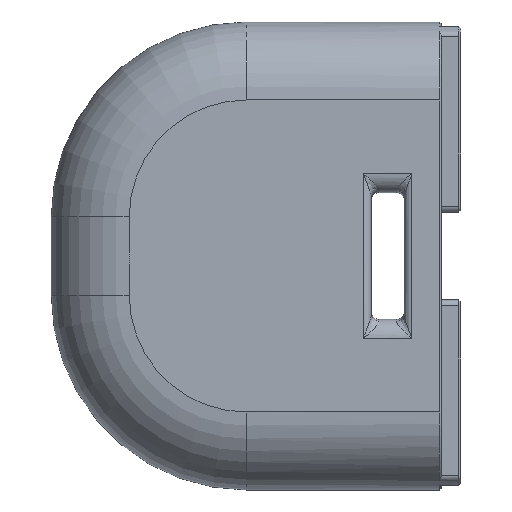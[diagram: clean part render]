
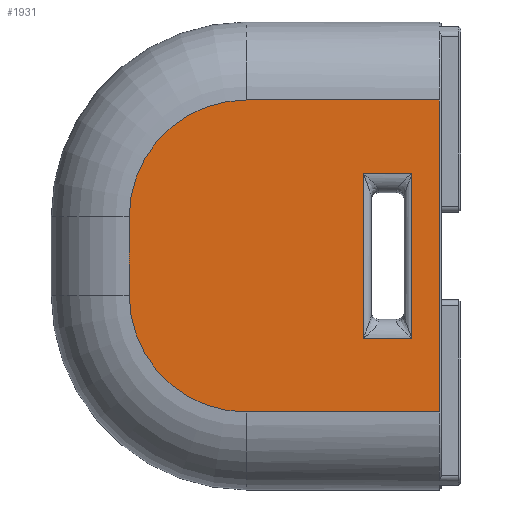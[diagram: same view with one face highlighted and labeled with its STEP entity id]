
A CAD part, left-side view. The second image highlights one B-rep face of the part: STEP entity #1931.
In plain terms, the highlighted planar face has unit normal (-1, 0, 0).
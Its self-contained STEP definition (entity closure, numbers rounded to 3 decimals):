
#72=FACE_BOUND('',#387,.T.);
#103=PLANE('',#2163);
#258=FACE_OUTER_BOUND('',#386,.T.);
#386=EDGE_LOOP('',(#1741,#1742,#1743,#1744,#1745,#1746));
#387=EDGE_LOOP('',(#1747,#1748,#1749,#1750));
#426=LINE('',#2934,#561);
#473=LINE('',#3111,#608);
#478=LINE('',#3122,#613);
#486=LINE('',#3322,#621);
#495=LINE('',#3537,#630);
#497=LINE('',#3833,#632);
#498=LINE('',#3835,#633);
#526=LINE('',#3954,#661);
#561=VECTOR('',#2298,10.);
#608=VECTOR('',#2459,10.);
#613=VECTOR('',#2474,10.);
#621=VECTOR('',#2518,10.);
#630=VECTOR('',#2559,10.);
#632=VECTOR('',#2595,10.);
#633=VECTOR('',#2598,10.);
#661=VECTOR('',#2742,10.);
#783=CIRCLE('',#2158,30.);
#785=CIRCLE('',#2162,30.);
#844=VERTEX_POINT('',#2928);
#845=VERTEX_POINT('',#2932);
#888=VERTEX_POINT('',#3109);
#889=VERTEX_POINT('',#3121);
#896=VERTEX_POINT('',#3281);
#899=VERTEX_POINT('',#3311);
#904=VERTEX_POINT('',#3396);
#913=VERTEX_POINT('',#3536);
#946=VERTEX_POINT('',#3948);
#947=VERTEX_POINT('',#3952);
#1015=EDGE_CURVE('',#845,#844,#426,.T.);
#1091=EDGE_CURVE('',#888,#845,#473,.T.);
#1096=EDGE_CURVE('',#844,#889,#478,.T.);
#1117=EDGE_CURVE('',#899,#896,#486,.T.);
#1140=EDGE_CURVE('',#904,#913,#495,.T.);
#1156=EDGE_CURVE('',#913,#899,#497,.T.);
#1157=EDGE_CURVE('',#896,#904,#498,.T.);
#1214=EDGE_CURVE('',#889,#946,#783,.T.);
#1216=EDGE_CURVE('',#946,#947,#526,.T.);
#1217=EDGE_CURVE('',#947,#888,#785,.T.);
#1741=ORIENTED_EDGE('',*,*,#1015,.F.);
#1742=ORIENTED_EDGE('',*,*,#1091,.F.);
#1743=ORIENTED_EDGE('',*,*,#1217,.F.);
#1744=ORIENTED_EDGE('',*,*,#1216,.F.);
#1745=ORIENTED_EDGE('',*,*,#1214,.F.);
#1746=ORIENTED_EDGE('',*,*,#1096,.F.);
#1747=ORIENTED_EDGE('',*,*,#1117,.F.);
#1748=ORIENTED_EDGE('',*,*,#1156,.F.);
#1749=ORIENTED_EDGE('',*,*,#1140,.F.);
#1750=ORIENTED_EDGE('',*,*,#1157,.F.);
#1931=ADVANCED_FACE('',(#258,#72),#103,.T.);
#2158=AXIS2_PLACEMENT_3D('',#3950,#2736,#2737);
#2162=AXIS2_PLACEMENT_3D('',#3956,#2745,#2746);
#2163=AXIS2_PLACEMENT_3D('',#3957,#2747,#2748);
#2298=DIRECTION('',(0.,0.,-1.));
#2459=DIRECTION('',(0.,-1.,0.));
#2474=DIRECTION('',(0.,1.,0.));
#2518=DIRECTION('',(0.,1.,0.));
#2559=DIRECTION('',(0.,-1.,0.));
#2595=DIRECTION('',(0.,0.,1.));
#2598=DIRECTION('',(0.,0.,-1.));
#2736=DIRECTION('center_axis',(1.,0.,0.));
#2737=DIRECTION('ref_axis',(0.,0.707,-0.707));
#2742=DIRECTION('',(0.,0.,1.));
#2745=DIRECTION('center_axis',(1.,0.,0.));
#2746=DIRECTION('ref_axis',(0.,0.707,0.707));
#2747=DIRECTION('center_axis',(-1.,0.,0.));
#2748=DIRECTION('ref_axis',(0.,0.,
1.));
#2928=CARTESIAN_POINT('',(-12.566,5.25,60.));
#2932=CARTESIAN_POINT('',(-12.566,5.25,140.));
#2934=CARTESIAN_POINT('',(-12.566,5.25,70.));
#3109=CARTESIAN_POINT('',(-12.566,54.75,140.));
#3111=CARTESIAN_POINT('',(-12.566,4.75,140.));
#3121=CARTESIAN_POINT('',(-12.566,54.75,60.));
#3122=CARTESIAN_POINT('',(-12.566,4.75,60.));
#3281=CARTESIAN_POINT('',(-12.566,24.75,121.25));
#3311=CARTESIAN_POINT('',(-12.566,12.25,121.25));
#3322=CARTESIAN_POINT('',(-12.566,9.5,121.25));
#3396=CARTESIAN_POINT('',(-12.566,24.75,78.75));
#3536=CARTESIAN_POINT('',(-12.566,12.25,78.75));
#3537=CARTESIAN_POINT('',(-12.566,9.5,78.75));
#3833=CARTESIAN_POINT('',(-12.566,12.25,70.));
#3835=CARTESIAN_POINT('',(-12.566,24.75,70.));
#3948=CARTESIAN_POINT('',(-12.566,84.75,90.));
#3950=CARTESIAN_POINT('Origin',(-12.566,54.75,90.));
#3952=CARTESIAN_POINT('',(-12.566,84.75,110.));
#3954=CARTESIAN_POINT('',(-12.566,84.75,70.));
#3956=CARTESIAN_POINT('Origin',(-12.566,54.75,110.));
#3957=CARTESIAN_POINT('Origin',(-12.566,4.75,40.));
